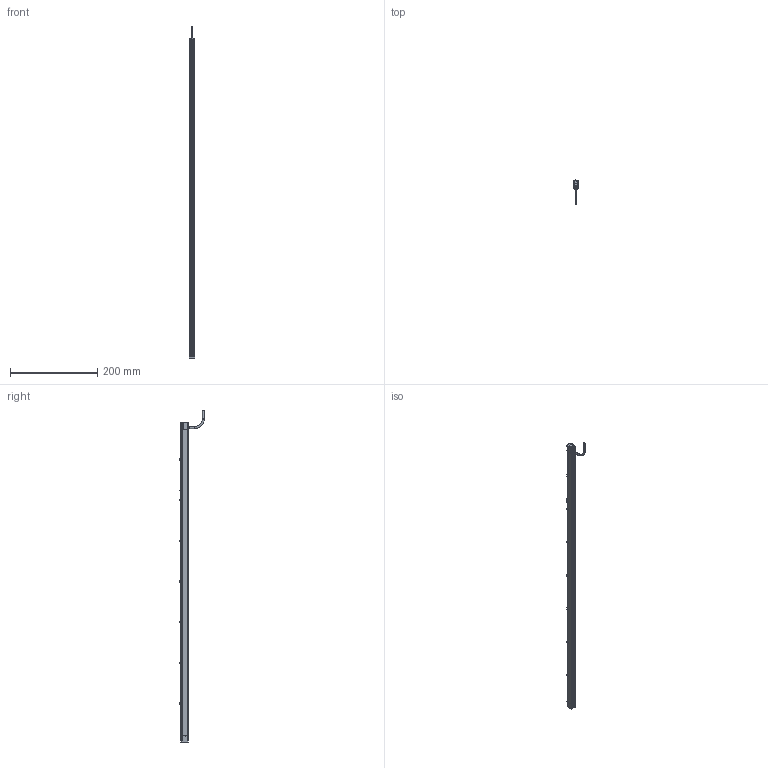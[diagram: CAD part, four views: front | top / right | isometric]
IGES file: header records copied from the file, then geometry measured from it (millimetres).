
Start section:  PTC IGES file: 240309_sm01.igs
Global section: file name: 240309_sm01.igs; native system: Creo Parametric by PTC Inc.; preprocessor: 2022414; author: banengservice; organization: Unknown; date: 20240528.153109; units: millimetre
Bounding box: 12.81 x 55.43 x 759.08 mm (x, y, z)
Volume: 886.1 mm3; surface area: 224702.1 mm2
Topology: 1 solids, 4 shells, 2908 faces, 14556 edges, 17848 vertices
Faces by surface type: bspline 1932, revolution 948, extrusion 28
